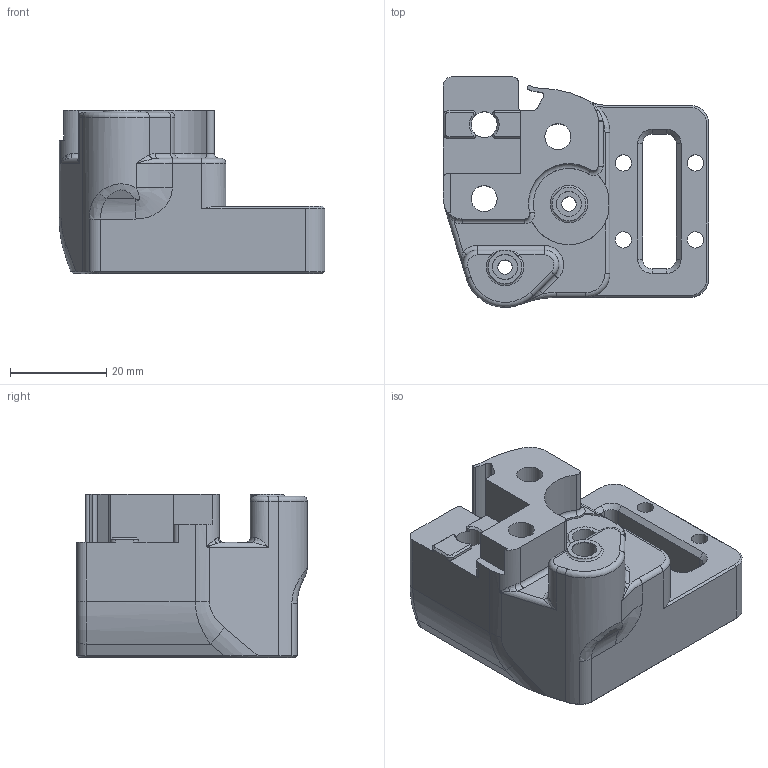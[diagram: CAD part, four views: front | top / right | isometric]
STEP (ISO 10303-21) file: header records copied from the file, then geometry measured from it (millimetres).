
FILE_DESCRIPTION(/* description */ (''),/* implementation_level */ '2;1');
FILE_NAME(/* name */ 'gates_mod_xy_joint_right_lower_MGN12_stock v5.step',/* time_stamp */ '2023-10-13T14:06:15-07:00',/* author */ (''),/* organization */ (''),/* preprocessor_version */ 'ST-DEVELOPER v20',/* originating_system */ 'Autodesk Translation Framework v12.14.0.127',/* authorisation */ '');
FILE_SCHEMA (('AUTOMOTIVE_DESIGN { 1 0 10303 214 3 1 1 }'));
Length unit declared in the file: millimetre
Products named in the file (1): gates_mod_xy_joint_right_lower_MGN12_stock
Bounding box: 55.3 x 48.02 x 34.01 mm (x, y, z)
Volume: 44527.5 mm3; surface area: 13900.8 mm2
Topology: 1 solids, 1 shells, 258 faces, 651 edges, 392 vertices
Faces by surface type: plane 115, cylinder 69, cone 34, bspline 23, torus 17
Full cylindrical faces by diameter (mm): 3 x2, 3.4 x4, 5.2 x3, 5.4 x3, 7 x1
Entity records: 8496 total; most frequent: CARTESIAN_POINT 2282, ORIENTED_EDGE 1292, DIRECTION 1287, EDGE_CURVE 646, AXIS2_PLACEMENT_3D 455, VERTEX_POINT 392, LINE 377, VECTOR 377
